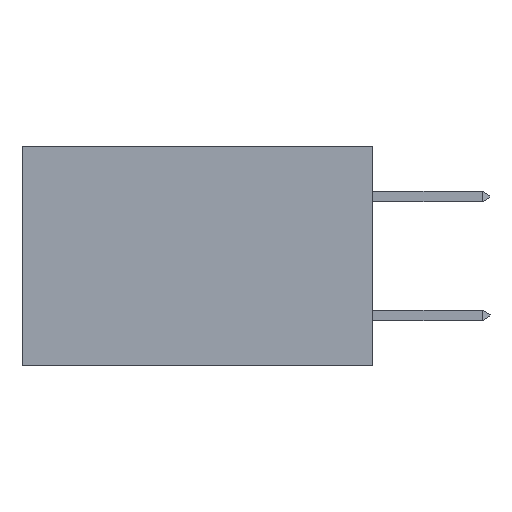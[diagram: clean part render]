
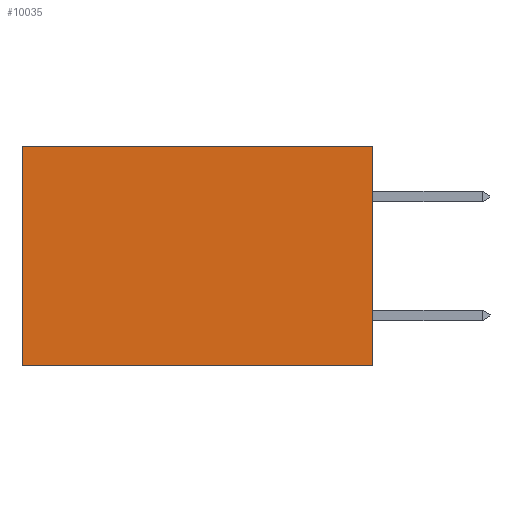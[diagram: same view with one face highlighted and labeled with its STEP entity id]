
A CAD part, left-side view. The second image highlights one B-rep face of the part: STEP entity #10035.
In plain terms, the highlighted planar face has unit normal (-1, 0, 0).
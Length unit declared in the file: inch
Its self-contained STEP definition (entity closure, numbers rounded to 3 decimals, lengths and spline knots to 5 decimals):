
#1054 = ORIENTED_EDGE ( 'NONE', *, *, #10925, .F. ) ;
#1179 = VECTOR ( 'NONE', #7509, 39.37008 ) ;
#1479 = VECTOR ( 'NONE', #5538, 39.37008 ) ;
#3973 = EDGE_CURVE ( 'NONE', #8581, #4600, #5491, .T. ) ;
#4174 = CARTESIAN_POINT ( 'NONE',  ( 0.277, 0.59, 0. ) ) ;
#4600 = VERTEX_POINT ( 'NONE', #4174 ) ;
#4882 = PLANE ( 'NONE',  #14294 ) ;
#5059 = ORIENTED_EDGE ( 'NONE', *, *, #19401, .F. ) ;
#5491 = LINE ( 'NONE', #14625, #1179 ) ;
#5492 = CARTESIAN_POINT ( 'NONE',  ( 0.277, 0., -0.37 ) ) ;
#5538 = DIRECTION ( 'NONE',  ( 0., 0., -1. ) ) ;
#5879 = CARTESIAN_POINT ( 'NONE',  ( 0.277, 0., -0.37 ) ) ;
#6244 = CARTESIAN_POINT ( 'NONE',  ( 0.277, 0.59, -0.37 ) ) ;
#6533 = DIRECTION ( 'NONE',  ( 0., 0., -1. ) ) ;
#7509 = DIRECTION ( 'NONE',  ( 0., 1., 0. ) ) ;
#7681 = CARTESIAN_POINT ( 'NONE',  ( 0.277, 0., -0.37 ) ) ;
#8581 = VERTEX_POINT ( 'NONE', #17616 ) ;
#8649 = FACE_OUTER_BOUND ( 'NONE', #10709, .T. ) ;
#8733 = CARTESIAN_POINT ( 'NONE',  ( 0.277, 0., -0.37 ) ) ;
#9866 = VERTEX_POINT ( 'NONE', #7681 ) ;
#10035 = ADVANCED_FACE ( 'NONE', ( #8649 ), #4882, .F. ) ;
#10135 = LINE ( 'NONE', #8733, #1479 ) ;
#10404 = VECTOR ( 'NONE', #14203, 39.37008 ) ;
#10640 = EDGE_CURVE ( 'NONE', #4600, #16443, #19236, .T. ) ;
#10709 = EDGE_LOOP ( 'NONE', ( #12358, #5059, #1054, #14602 ) ) ;
#10925 = EDGE_CURVE ( 'NONE', #8581, #9866, #10135, .T. ) ;
#11680 = CARTESIAN_POINT ( 'NONE',  ( 0.277, 0.59, -0.37 ) ) ;
#12358 = ORIENTED_EDGE ( 'NONE', *, *, #10640, .T. ) ;
#13625 = LINE ( 'NONE', #5879, #17843 ) ;
#14203 = DIRECTION ( 'NONE',  ( 0., 0., -1. ) ) ;
#14294 = AXIS2_PLACEMENT_3D ( 'NONE', #5492, #16080, #6533 ) ;
#14602 = ORIENTED_EDGE ( 'NONE', *, *, #3973, .T. ) ;
#14625 = CARTESIAN_POINT ( 'NONE',  ( 0.277, 0., 0. ) ) ;
#16080 = DIRECTION ( 'NONE',  ( 1., 0., 0. ) ) ;
#16443 = VERTEX_POINT ( 'NONE', #11680 ) ;
#17059 = DIRECTION ( 'NONE',  ( 0., 1., 0. ) ) ;
#17616 = CARTESIAN_POINT ( 'NONE',  ( 0.277, 0., 0. ) ) ;
#17843 = VECTOR ( 'NONE', #17059, 39.37008 ) ;
#19236 = LINE ( 'NONE', #6244, #10404 ) ;
#19401 = EDGE_CURVE ( 'NONE', #9866, #16443, #13625, .T. ) ;
